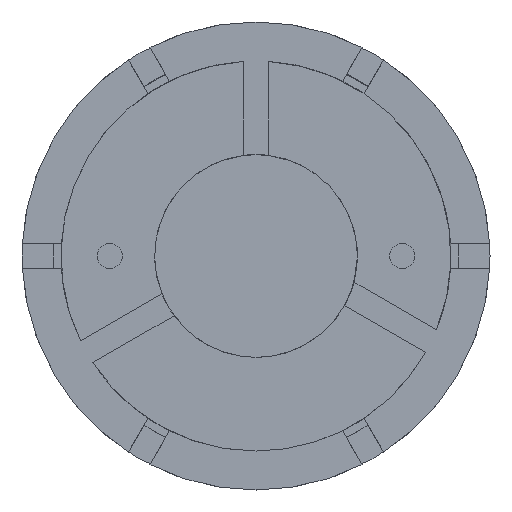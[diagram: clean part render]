
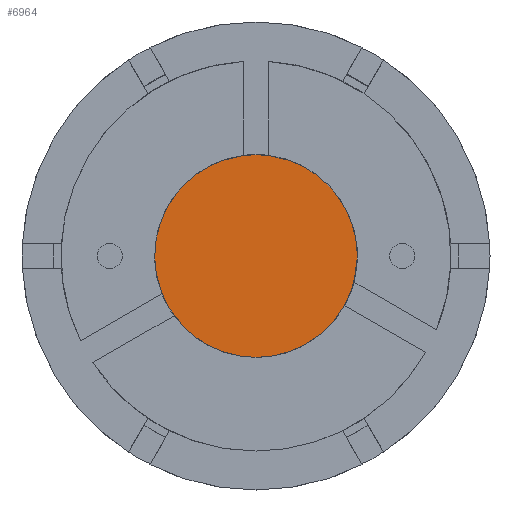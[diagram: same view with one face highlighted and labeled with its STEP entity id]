
A CAD part, front view. The second image highlights one B-rep face of the part: STEP entity #6964.
In plain terms, the highlighted planar face has unit normal (0, -1, 0).
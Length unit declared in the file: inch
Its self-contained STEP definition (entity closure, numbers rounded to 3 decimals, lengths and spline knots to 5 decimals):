
#67 = EDGE_LOOP ( 'NONE', ( #6560, #2526 ) ) ;
#918 = CARTESIAN_POINT ( 'NONE',  ( 0., 0.175, 0. ) ) ;
#2402 = CIRCLE ( 'NONE', #4436, 0.13 ) ;
#2526 = ORIENTED_EDGE ( 'NONE', *, *, #7226, .T. ) ;
#2587 = DIRECTION ( 'NONE',  ( 0., 0., -1. ) ) ;
#2756 = CARTESIAN_POINT ( 'NONE',  ( 0., 0.175, 0. ) ) ;
#3088 = DIRECTION ( 'NONE',  ( 0., -1., 0. ) ) ;
#4416 = DIRECTION ( 'NONE',  ( 0., 0., -1. ) ) ;
#4436 = AXIS2_PLACEMENT_3D ( 'NONE', #2756, #14394, #4416 ) ;
#6560 = ORIENTED_EDGE ( 'NONE', *, *, #19248, .T. ) ;
#6964 = ADVANCED_FACE ( 'NONE', ( #9202 ), #14163, .T. ) ;
#7226 = EDGE_CURVE ( 'NONE', #11802, #10847, #7348, .T. ) ;
#7348 = CIRCLE ( 'NONE', #11959, 0.13 ) ;
#8787 = CARTESIAN_POINT ( 'NONE',  ( 0., 0.175, 0.13 ) ) ;
#9202 = FACE_OUTER_BOUND ( 'NONE', #67, .T. ) ;
#10847 = VERTEX_POINT ( 'NONE', #17062 ) ;
#11802 = VERTEX_POINT ( 'NONE', #8787 ) ;
#11959 = AXIS2_PLACEMENT_3D ( 'NONE', #13046, #3088, #14710 ) ;
#12560 = DIRECTION ( 'NONE',  ( 0., -1., 0. ) ) ;
#13046 = CARTESIAN_POINT ( 'NONE',  ( 0., 0.175, 0. ) ) ;
#13469 = AXIS2_PLACEMENT_3D ( 'NONE', #918, #12560, #2587 ) ;
#14163 = PLANE ( 'NONE',  #13469 ) ;
#14394 = DIRECTION ( 'NONE',  ( 0., -1., 0. ) ) ;
#14710 = DIRECTION ( 'NONE',  ( 0., 0., -1. ) ) ;
#17062 = CARTESIAN_POINT ( 'NONE',  ( 0., 0.175, -0.13 ) ) ;
#19248 = EDGE_CURVE ( 'NONE', #10847, #11802, #2402, .T. ) ;
